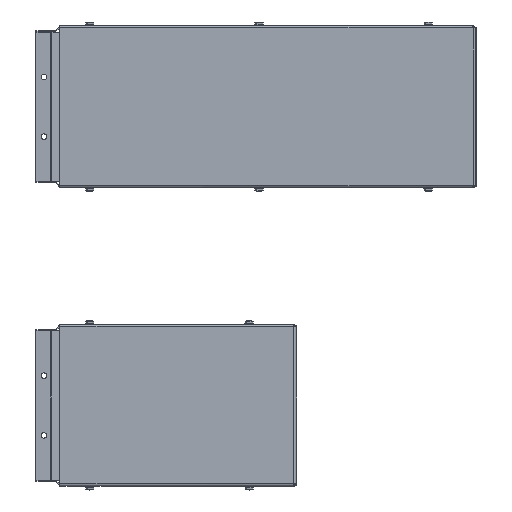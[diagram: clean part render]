
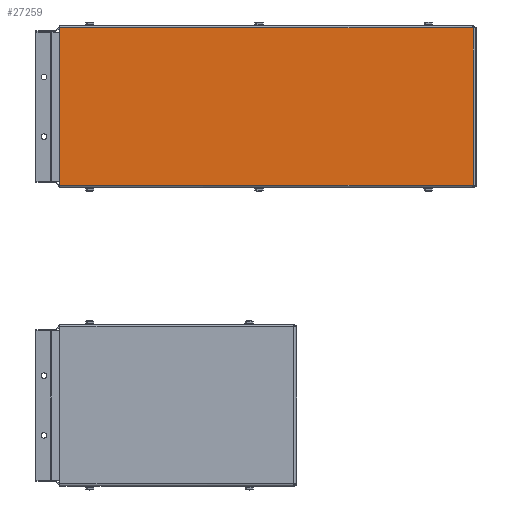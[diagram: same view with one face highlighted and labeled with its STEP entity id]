
A CAD part, top view. The second image highlights one B-rep face of the part: STEP entity #27259.
In plain terms, the highlighted planar face has unit normal (0, 0, 1).
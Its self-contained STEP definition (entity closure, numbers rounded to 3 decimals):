
#26779=CARTESIAN_POINT('',(0.,79.,116.0));
#26780=VERTEX_POINT('',#26779);
#26788=CARTESIAN_POINT('',(415.,79.0,116.0));
#26789=VERTEX_POINT('',#26788);
#26790=CARTESIAN_POINT('',(415.,79.0,116.0));
#26791=DIRECTION('',(-1.0,0.0,0.0));
#26792=VECTOR('',#26791,415.);
#26793=LINE('',#26790,#26792);
#26794=EDGE_CURVE('',#26789,#26780,#26793,.T.);
#27185=CARTESIAN_POINT('',(415.,-79.0,116.0));
#27186=VERTEX_POINT('',#27185);
#27187=CARTESIAN_POINT('',(415.,-79.0,116.0));
#27188=DIRECTION('',(0.0,1.0,0.0));
#27189=VECTOR('',#27188,158.0);
#27190=LINE('',#27187,#27189);
#27191=EDGE_CURVE('',#27186,#26789,#27190,.T.);
#27236=CARTESIAN_POINT('',(208.5,0.0,116.0));
#27237=DIRECTION('',(0.0,0.0,1.0));
#27238=DIRECTION('',(1.0,0.0,0.0));
#27239=AXIS2_PLACEMENT_3D('',#27236,#27237,#27238);
#27240=PLANE('',#27239);
#27241=ORIENTED_EDGE('',*,*,#26794,.T.);
#27242=CARTESIAN_POINT('',(0.,-79.,116.0));
#27243=VERTEX_POINT('',#27242);
#27244=CARTESIAN_POINT('',(0.0,-79.,116.0));
#27245=DIRECTION('',(0.0,1.0,0.0));
#27246=VECTOR('',#27245,158.);
#27247=LINE('',#27244,#27246);
#27248=EDGE_CURVE('',#27243,#26780,#27247,.T.);
#27249=ORIENTED_EDGE('',*,*,#27248,.F.);
#27250=CARTESIAN_POINT('',(0.0,-79.,116.0));
#27251=DIRECTION('',(1.0,0.0,0.0));
#27252=VECTOR('',#27251,415.);
#27253=LINE('',#27250,#27252);
#27254=EDGE_CURVE('',#27243,#27186,#27253,.T.);
#27255=ORIENTED_EDGE('',*,*,#27254,.T.);
#27256=ORIENTED_EDGE('',*,*,#27191,.T.);
#27257=EDGE_LOOP('',(#27241,#27249,#27255,#27256));
#27258=FACE_OUTER_BOUND('',#27257,.T.);
#27259=ADVANCED_FACE('',(#27258),#27240,.T.);
